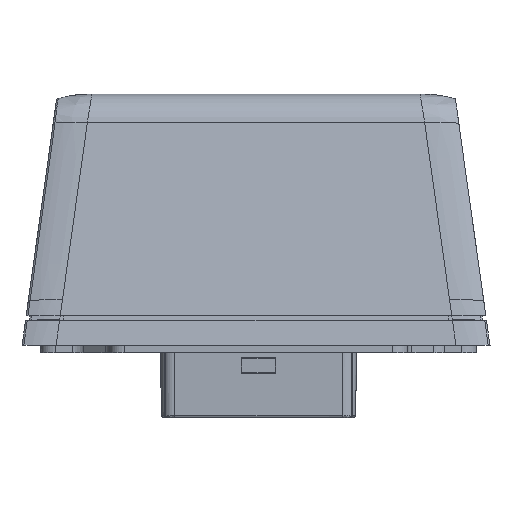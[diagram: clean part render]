
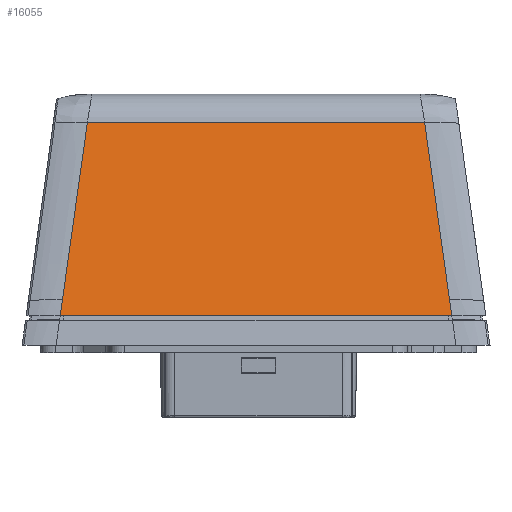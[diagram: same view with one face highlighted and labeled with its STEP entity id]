
A CAD part, front view. The second image highlights one B-rep face of the part: STEP entity #16055.
In plain terms, the highlighted planar face has unit normal (0, -0.983, 0.182).
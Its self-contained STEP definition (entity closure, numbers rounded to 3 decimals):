
#7595=CARTESIAN_POINT('Vertex',(39.743,-65.888,6.)) ;
#7598=CARTESIAN_POINT('Line Origine',(0.,-65.888,6.)) ;
#7602=CARTESIAN_POINT('Vertex',(-39.743,-65.888,6.)) ;
#15996=CARTESIAN_POINT('Control Point',(-39.743,-65.888,6.)) ;
#15997=CARTESIAN_POINT('Control Point',(-39.283,-65.282,9.271)) ;
#15998=CARTESIAN_POINT('Vertex',(-39.283,-65.282,9.271)) ;
#16016=CARTESIAN_POINT('Axis2P3D Location',(0.,-67.,0.)) ;
#16021=CARTESIAN_POINT('Line Origine',(39.513,-65.585,7.636)) ;
#16025=CARTESIAN_POINT('Vertex',(39.283,-65.282,9.271)) ;
#16028=CARTESIAN_POINT('Line Origine',(36.753,-61.945,27.273)) ;
#16032=CARTESIAN_POINT('Vertex',(34.223,-58.609,45.276)) ;
#16035=CARTESIAN_POINT('Line Origine',(0.,-58.609,45.276)) ;
#16039=CARTESIAN_POINT('Vertex',(-34.223,-58.609,45.276)) ;
#16042=CARTESIAN_POINT('Line Origine',(-36.753,-61.945,27.273)) ;
#7599=DIRECTION('Vector Direction',(1.,0.,0.)) ;
#16017=DIRECTION('Axis2P3D Direction',(0.,-0.983,0.182)) ;
#16018=DIRECTION('Axis2P3D XDirection',(-1.,0.,0.)) ;
#16022=DIRECTION('Vector Direction',(-0.137,0.181,0.974)) ;
#16029=DIRECTION('Vector Direction',(-0.137,0.181,0.974)) ;
#16036=DIRECTION('Vector Direction',(1.,0.,0.)) ;
#16043=DIRECTION('Vector Direction',(0.137,0.181,0.974)) ;
#16019=AXIS2_PLACEMENT_3D('Plane Axis2P3D',#16016,#16017,#16018) ;
#16048=ORIENTED_EDGE('',*,*,#16027,.T.) ;
#16049=ORIENTED_EDGE('',*,*,#16034,.T.) ;
#16050=ORIENTED_EDGE('',*,*,#16041,.F.) ;
#16051=ORIENTED_EDGE('',*,*,#16046,.F.) ;
#16052=ORIENTED_EDGE('',*,*,#16000,.F.) ;
#16053=ORIENTED_EDGE('',*,*,#7604,.F.) ;
#7600=VECTOR('Line Direction',#7599,1.) ;
#16023=VECTOR('Line Direction',#16022,1.) ;
#16030=VECTOR('Line Direction',#16029,1.) ;
#16037=VECTOR('Line Direction',#16036,1.) ;
#16044=VECTOR('Line Direction',#16043,1.) ;
#16055=ADVANCED_FACE('base.1\\Corps principal',(#16054),#16020,.T.) ;
#15995=B_SPLINE_CURVE_WITH_KNOTS('',1,(#15996,#15997),.UNSPECIFIED.,.F.,.U.,(2,2),(0.642,4.),.UNSPECIFIED.) ;
#7604=EDGE_CURVE('',#7596,#7603,#7601,.F.) ;
#16000=EDGE_CURVE('',#7603,#15999,#15995,.T.) ;
#16027=EDGE_CURVE('',#7596,#16026,#16024,.T.) ;
#16034=EDGE_CURVE('',#16026,#16033,#16031,.T.) ;
#16041=EDGE_CURVE('',#16040,#16033,#16038,.T.) ;
#16046=EDGE_CURVE('',#15999,#16040,#16045,.T.) ;
#16047=EDGE_LOOP('',(#16048,#16049,#16050,#16051,#16052,#16053)) ;
#16054=FACE_OUTER_BOUND('',#16047,.T.) ;
#7601=LINE('Line',#7598,#7600) ;
#16024=LINE('Line',#16021,#16023) ;
#16031=LINE('Line',#16028,#16030) ;
#16038=LINE('Line',#16035,#16037) ;
#16045=LINE('Line',#16042,#16044) ;
#16020=PLANE('Plane',#16019) ;
#7596=VERTEX_POINT('',#7595) ;
#7603=VERTEX_POINT('',#7602) ;
#15999=VERTEX_POINT('',#15998) ;
#16026=VERTEX_POINT('',#16025) ;
#16033=VERTEX_POINT('',#16032) ;
#16040=VERTEX_POINT('',#16039) ;
